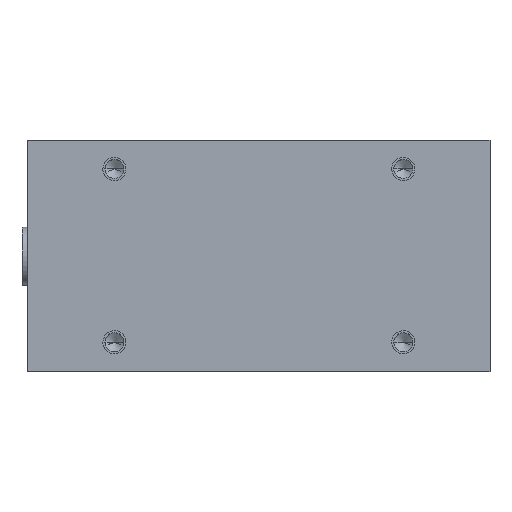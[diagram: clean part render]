
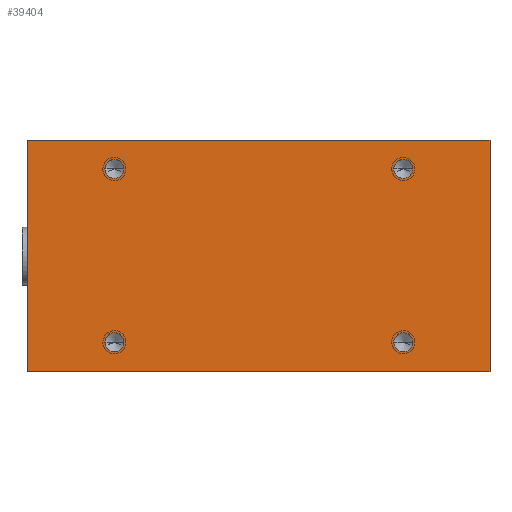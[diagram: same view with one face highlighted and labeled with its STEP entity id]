
A CAD part, top view. The second image highlights one B-rep face of the part: STEP entity #39404.
In plain terms, the highlighted planar face has unit normal (0, 0, 1).
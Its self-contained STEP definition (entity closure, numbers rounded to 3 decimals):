
#325 = CIRCLE ( 'NONE', #11483, 1.65 ) ;
#960 = DIRECTION ( 'NONE',  ( 0., 0., 1. ) ) ;
#1218 = CARTESIAN_POINT ( 'NONE',  ( 13.35, -15., 20. ) ) ;
#1890 = DIRECTION ( 'NONE',  ( 1., 0., 0. ) ) ;
#2317 = DIRECTION ( 'NONE',  ( 0., -1., 0. ) ) ;
#2936 = CARTESIAN_POINT ( 'NONE',  ( 80., 20., 20. ) ) ;
#3277 = VECTOR ( 'NONE', #42782, 1000. ) ;
#3801 = ORIENTED_EDGE ( 'NONE', *, *, #15715, .T. ) ;
#4339 = AXIS2_PLACEMENT_3D ( 'NONE', #46924, #15100, #2317 ) ;
#5471 = VERTEX_POINT ( 'NONE', #27101 ) ;
#5795 = CIRCLE ( 'NONE', #52661, 1.65 ) ;
#7366 = AXIS2_PLACEMENT_3D ( 'NONE', #29268, #16872, #37321 ) ;
#8040 = CARTESIAN_POINT ( 'NONE',  ( 15., 15., 20. ) ) ;
#9196 = ORIENTED_EDGE ( 'NONE', *, *, #51200, .T. ) ;
#9281 = FACE_BOUND ( 'NONE', #30846, .T. ) ;
#10097 = CARTESIAN_POINT ( 'NONE',  ( 63.35, 15., 20. ) ) ;
#10163 = CARTESIAN_POINT ( 'NONE',  ( 65., 15., 20. ) ) ;
#10227 = VERTEX_POINT ( 'NONE', #30958 ) ;
#10822 = DIRECTION ( 'NONE',  ( -1., 0., 0. ) ) ;
#11249 = AXIS2_PLACEMENT_3D ( 'NONE', #21368, #960, #50006 ) ;
#11389 = AXIS2_PLACEMENT_3D ( 'NONE', #46332, #26063, #13656 ) ;
#11483 = AXIS2_PLACEMENT_3D ( 'NONE', #10163, #22575, #14778 ) ;
#12279 = VERTEX_POINT ( 'NONE', #29157 ) ;
#12525 = AXIS2_PLACEMENT_3D ( 'NONE', #8040, #20085, #48207 ) ;
#12686 = CARTESIAN_POINT ( 'NONE',  ( 0., 20., 20. ) ) ;
#13208 = EDGE_LOOP ( 'NONE', ( #26636, #49802 ) ) ;
#13656 = DIRECTION ( 'NONE',  ( -1., 0., 0. ) ) ;
#14408 = DIRECTION ( 'NONE',  ( 0., 0., -1. ) ) ;
#14778 = DIRECTION ( 'NONE',  ( 1., 0., 0. ) ) ;
#15076 = VECTOR ( 'NONE', #1890, 1000. ) ;
#15100 = DIRECTION ( 'NONE',  ( 0., 0., -1. ) ) ;
#15234 = VECTOR ( 'NONE', #17059, 1000. ) ;
#15715 = EDGE_CURVE ( 'NONE', #39398, #10227, #5795, .T. ) ;
#16495 = CARTESIAN_POINT ( 'NONE',  ( 65., 15., 20. ) ) ;
#16872 = DIRECTION ( 'NONE',  ( 0., 0., -1. ) ) ;
#17059 = DIRECTION ( 'NONE',  ( 1., 0., 0. ) ) ;
#17885 = LINE ( 'NONE', #2936, #3277 ) ;
#18036 = CARTESIAN_POINT ( 'NONE',  ( 0., 20., 20. ) ) ;
#18470 = PLANE ( 'NONE',  #4339 ) ;
#19003 = LINE ( 'NONE', #41410, #15234 ) ;
#19397 = LINE ( 'NONE', #12686, #21974 ) ;
#20085 = DIRECTION ( 'NONE',  ( 0., 0., -1. ) ) ;
#21368 = CARTESIAN_POINT ( 'NONE',  ( 15., -15., 20. ) ) ;
#21465 = EDGE_CURVE ( 'NONE', #46761, #40803, #50882, .T. ) ;
#21616 = CARTESIAN_POINT ( 'NONE',  ( 66.65, 15., 20. ) ) ;
#21634 = CIRCLE ( 'NONE', #11389, 1.65 ) ;
#21707 = DIRECTION ( 'NONE',  ( 0., -1., 0. ) ) ;
#21974 = VECTOR ( 'NONE', #21707, 1000. ) ;
#22194 = EDGE_CURVE ( 'NONE', #35794, #51772, #19003, .T. ) ;
#22575 = DIRECTION ( 'NONE',  ( 0., 0., 1. ) ) ;
#23198 = ORIENTED_EDGE ( 'NONE', *, *, #40342, .F. ) ;
#23623 = EDGE_CURVE ( 'NONE', #12279, #5471, #28411, .T. ) ;
#24218 = CARTESIAN_POINT ( 'NONE',  ( 13.35, 15., 20. ) ) ;
#24521 = FACE_BOUND ( 'NONE', #13208, .T. ) ;
#24664 = DIRECTION ( 'NONE',  ( 0., 0., 1. ) ) ;
#26063 = DIRECTION ( 'NONE',  ( 0., 0., 1. ) ) ;
#26636 = ORIENTED_EDGE ( 'NONE', *, *, #21465, .F. ) ;
#26809 = ORIENTED_EDGE ( 'NONE', *, *, #50801, .T. ) ;
#26927 = EDGE_CURVE ( 'NONE', #40803, #46761, #21634, .T. ) ;
#27031 = FACE_OUTER_BOUND ( 'NONE', #33117, .T. ) ;
#27101 = CARTESIAN_POINT ( 'NONE',  ( 80., 20., 20. ) ) ;
#28411 = LINE ( 'NONE', #18036, #15076 ) ;
#28615 = CIRCLE ( 'NONE', #37368, 1.65 ) ;
#28817 = AXIS2_PLACEMENT_3D ( 'NONE', #16495, #24664, #45285 ) ;
#28945 = FACE_BOUND ( 'NONE', #45033, .T. ) ;
#29058 = ORIENTED_EDGE ( 'NONE', *, *, #23623, .F. ) ;
#29157 = CARTESIAN_POINT ( 'NONE',  ( 0., 20., 20. ) ) ;
#29209 = CARTESIAN_POINT ( 'NONE',  ( 16.65, -15., 20. ) ) ;
#29268 = CARTESIAN_POINT ( 'NONE',  ( 65., -15., 20. ) ) ;
#29886 = EDGE_CURVE ( 'NONE', #37167, #41938, #34110, .T. ) ;
#30414 = CARTESIAN_POINT ( 'NONE',  ( 80., -20., 20. ) ) ;
#30454 = VERTEX_POINT ( 'NONE', #49151 ) ;
#30579 = CARTESIAN_POINT ( 'NONE',  ( 0., -20., 20. ) ) ;
#30846 = EDGE_LOOP ( 'NONE', ( #43364, #23198 ) ) ;
#30958 = CARTESIAN_POINT ( 'NONE',  ( 63.35, -15., 20. ) ) ;
#31256 = CARTESIAN_POINT ( 'NONE',  ( 66.65, -15., 20. ) ) ;
#32913 = EDGE_CURVE ( 'NONE', #5471, #51772, #17885, .T. ) ;
#33117 = EDGE_LOOP ( 'NONE', ( #29058, #33566, #49231, #47547 ) ) ;
#33566 = ORIENTED_EDGE ( 'NONE', *, *, #48136, .T. ) ;
#34110 = CIRCLE ( 'NONE', #28817, 1.65 ) ;
#35794 = VERTEX_POINT ( 'NONE', #30579 ) ;
#35812 = CARTESIAN_POINT ( 'NONE',  ( 65., -15., 20. ) ) ;
#37167 = VERTEX_POINT ( 'NONE', #10097 ) ;
#37321 = DIRECTION ( 'NONE',  ( -1., 0., 0. ) ) ;
#37368 = AXIS2_PLACEMENT_3D ( 'NONE', #43163, #14408, #10822 ) ;
#37946 = VERTEX_POINT ( 'NONE', #24218 ) ;
#38576 = EDGE_CURVE ( 'NONE', #10227, #39398, #49427, .T. ) ;
#39398 = VERTEX_POINT ( 'NONE', #31256 ) ;
#39404 = ADVANCED_FACE ( 'NONE', ( #27031, #24521, #28945, #41708, #9281 ), #18470, .F. ) ;
#40342 = EDGE_CURVE ( 'NONE', #41938, #37167, #325, .T. ) ;
#40803 = VERTEX_POINT ( 'NONE', #1218 ) ;
#40871 = ORIENTED_EDGE ( 'NONE', *, *, #38576, .T. ) ;
#41410 = CARTESIAN_POINT ( 'NONE',  ( 0., -20., 20. ) ) ;
#41708 = FACE_BOUND ( 'NONE', #48148, .T. ) ;
#41938 = VERTEX_POINT ( 'NONE', #21616 ) ;
#42782 = DIRECTION ( 'NONE',  ( 0., -1., 0. ) ) ;
#43163 = CARTESIAN_POINT ( 'NONE',  ( 15., 15., 20. ) ) ;
#43364 = ORIENTED_EDGE ( 'NONE', *, *, #29886, .F. ) ;
#45033 = EDGE_LOOP ( 'NONE', ( #26809, #9196 ) ) ;
#45222 = CIRCLE ( 'NONE', #12525, 1.65 ) ;
#45285 = DIRECTION ( 'NONE',  ( -1., 0., 0. ) ) ;
#46332 = CARTESIAN_POINT ( 'NONE',  ( 15., -15., 20. ) ) ;
#46761 = VERTEX_POINT ( 'NONE', #29209 ) ;
#46924 = CARTESIAN_POINT ( 'NONE',  ( 0., 20., 20. ) ) ;
#47547 = ORIENTED_EDGE ( 'NONE', *, *, #32913, .F. ) ;
#47699 = DIRECTION ( 'NONE',  ( 0., 0., -1. ) ) ;
#48136 = EDGE_CURVE ( 'NONE', #12279, #35794, #19397, .T. ) ;
#48148 = EDGE_LOOP ( 'NONE', ( #40871, #3801 ) ) ;
#48207 = DIRECTION ( 'NONE',  ( 1., 0., 0. ) ) ;
#49151 = CARTESIAN_POINT ( 'NONE',  ( 16.65, 15., 20. ) ) ;
#49231 = ORIENTED_EDGE ( 'NONE', *, *, #22194, .T. ) ;
#49427 = CIRCLE ( 'NONE', #7366, 1.65 ) ;
#49802 = ORIENTED_EDGE ( 'NONE', *, *, #26927, .F. ) ;
#50006 = DIRECTION ( 'NONE',  ( 1., 0., 0. ) ) ;
#50801 = EDGE_CURVE ( 'NONE', #30454, #37946, #45222, .T. ) ;
#50882 = CIRCLE ( 'NONE', #11249, 1.65 ) ;
#51200 = EDGE_CURVE ( 'NONE', #37946, #30454, #28615, .T. ) ;
#51772 = VERTEX_POINT ( 'NONE', #30414 ) ;
#52309 = DIRECTION ( 'NONE',  ( 1., 0., 0. ) ) ;
#52661 = AXIS2_PLACEMENT_3D ( 'NONE', #35812, #47699, #52309 ) ;
